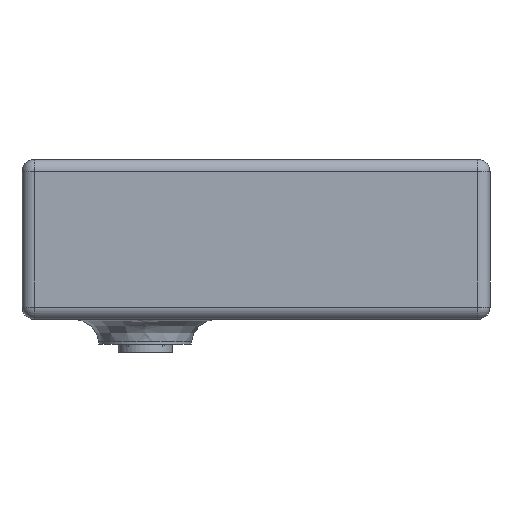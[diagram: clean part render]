
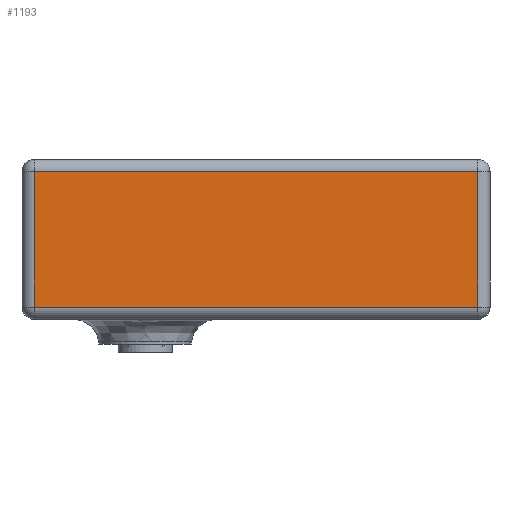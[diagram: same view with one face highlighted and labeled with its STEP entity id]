
A CAD part, left-side view. The second image highlights one B-rep face of the part: STEP entity #1193.
In plain terms, the highlighted planar face has unit normal (-1, 0, 0).
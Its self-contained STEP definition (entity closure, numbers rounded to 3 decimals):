
#729=CARTESIAN_POINT('',(-30.429,346.408,120.0));
#730=VERTEX_POINT('',#729);
#806=CARTESIAN_POINT('',(-30.429,346.408,10.0));
#807=VERTEX_POINT('',#806);
#865=CARTESIAN_POINT('',(-30.429,-13.592,120.0));
#866=VERTEX_POINT('',#865);
#907=CARTESIAN_POINT('',(-30.429,-13.592,10.0));
#908=VERTEX_POINT('',#907);
#932=CARTESIAN_POINT('',(-30.429,-13.592,120.0));
#933=DIRECTION('',(0.0,0.0,-1.0));
#934=VECTOR('',#933,110.0);
#935=LINE('',#932,#934);
#936=EDGE_CURVE('',#866,#908,#935,.T.);
#973=CARTESIAN_POINT('',(-30.429,-13.592,10.0));
#974=DIRECTION('',(0.0,1.0,0.0));
#975=VECTOR('',#974,360.0);
#976=LINE('',#973,#975);
#977=EDGE_CURVE('',#908,#807,#976,.T.);
#1010=CARTESIAN_POINT('',(-30.429,346.408,120.0));
#1011=DIRECTION('',(0.0,-1.0,0.0));
#1012=VECTOR('',#1011,360.0);
#1013=LINE('',#1010,#1012);
#1014=EDGE_CURVE('',#730,#866,#1013,.T.);
#1095=CARTESIAN_POINT('',(-30.429,346.408,10.0));
#1096=DIRECTION('',(0.0,0.0,1.0));
#1097=VECTOR('',#1096,110.0);
#1098=LINE('',#1095,#1097);
#1099=EDGE_CURVE('',#807,#730,#1098,.T.);
#1182=CARTESIAN_POINT('',(-30.429,-23.592,0.0));
#1183=DIRECTION('',(-1.0,0.0,0.0));
#1184=DIRECTION('',(0.0,0.0,1.0));
#1185=AXIS2_PLACEMENT_3D('',#1182,#1183,#1184);
#1186=PLANE('',#1185);
#1187=ORIENTED_EDGE('',*,*,#936,.F.);
#1188=ORIENTED_EDGE('',*,*,#1014,.F.);
#1189=ORIENTED_EDGE('',*,*,#1099,.F.);
#1190=ORIENTED_EDGE('',*,*,#977,.F.);
#1191=EDGE_LOOP('',(#1187,#1188,#1189,#1190));
#1192=FACE_OUTER_BOUND('',#1191,.T.);
#1193=ADVANCED_FACE('',(#1192),#1186,.T.);
